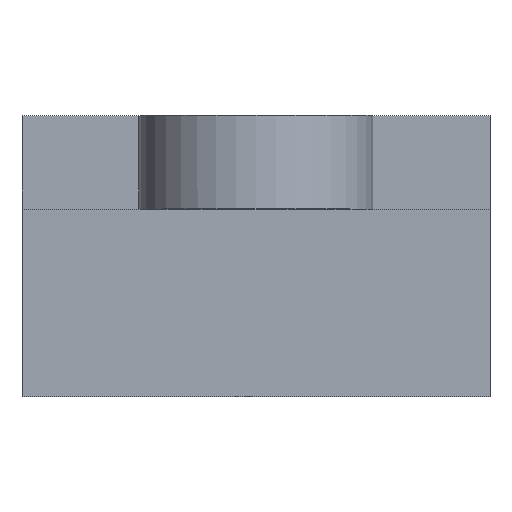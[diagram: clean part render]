
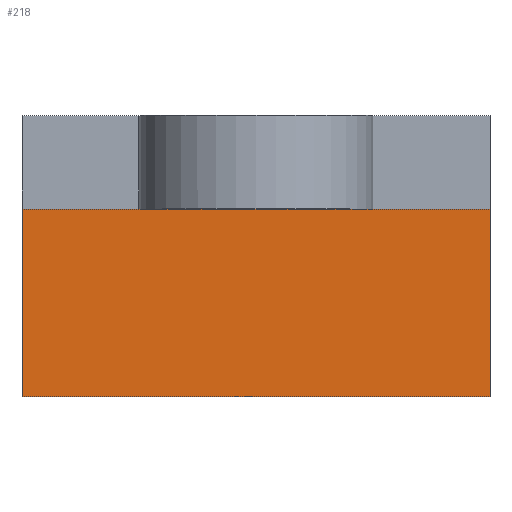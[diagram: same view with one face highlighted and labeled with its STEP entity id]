
A CAD part, top view. The second image highlights one B-rep face of the part: STEP entity #218.
In plain terms, the highlighted planar face has unit normal (0, 0, 1).
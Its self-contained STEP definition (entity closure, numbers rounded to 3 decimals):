
#27=FACE_OUTER_BOUND('',#40,.T.);
#40=EDGE_LOOP('',(#183,#184,#185,#186));
#48=LINE('',#312,#71);
#62=LINE('',#348,#85);
#65=LINE('',#354,#88);
#68=LINE('',#358,#91);
#71=VECTOR('',#255,10.);
#85=VECTOR('',#289,10.);
#88=VECTOR('',#294,10.);
#91=VECTOR('',#299,10.);
#94=VERTEX_POINT('',#309);
#95=VERTEX_POINT('',#311);
#107=VERTEX_POINT('',#347);
#109=VERTEX_POINT('',#353);
#112=EDGE_CURVE('',#95,#94,#48,.T.);
#130=EDGE_CURVE('',#107,#95,#62,.T.);
#133=EDGE_CURVE('',#109,#107,#65,.T.);
#136=EDGE_CURVE('',#94,#109,#68,.T.);
#183=ORIENTED_EDGE('',*,*,#112,.T.);
#184=ORIENTED_EDGE('',*,*,#136,.T.);
#185=ORIENTED_EDGE('',*,*,#133,.T.);
#186=ORIENTED_EDGE('',*,*,#130,.T.);
#198=PLANE('',#247);
#218=ADVANCED_FACE('',(#27),#198,.T.);
#247=AXIS2_PLACEMENT_3D('',#359,#300,#301);
#255=DIRECTION('',(-1.,0.,0.));
#289=DIRECTION('',(0.,1.,0.));
#294=DIRECTION('',(1.,0.,0.));
#299=DIRECTION('',(0.,-1.,0.));
#300=DIRECTION('center_axis',(0.,0.,1.));
#301=DIRECTION('ref_axis',(1.,0.,0.));
#309=CARTESIAN_POINT('',(0.,40.,20.));
#311=CARTESIAN_POINT('',(100.,40.,20.));
#312=CARTESIAN_POINT('',(100.,40.,20.));
#347=CARTESIAN_POINT('',(100.,0.,20.));
#348=CARTESIAN_POINT('',(100.,0.,20.));
#353=CARTESIAN_POINT('',(0.,0.,20.));
#354=CARTESIAN_POINT('',(0.,0.,20.));
#358=CARTESIAN_POINT('',(0.,60.,20.));
#359=CARTESIAN_POINT('Origin',(50.,20.,20.));
